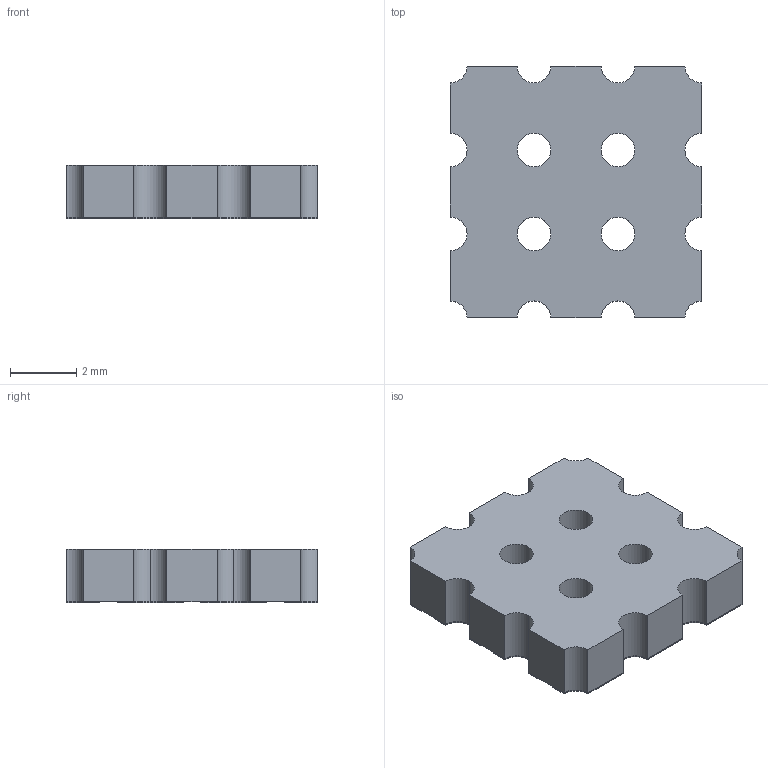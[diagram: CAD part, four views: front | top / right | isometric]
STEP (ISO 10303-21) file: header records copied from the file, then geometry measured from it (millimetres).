
FILE_DESCRIPTION(('FreeCAD Model'),'2;1');
FILE_NAME('partcomplete.step','2019-06-28T00:39:02',('Author'),(''), 'Open CASCADE STEP processor 7.3','FreeCAD','Unknown');
FILE_SCHEMA(('AUTOMOTIVE_DESIGN { 1 0 10303 214 1 1 1 1 }'));
Length unit declared in the file: millimetre
Products named in the file (1): Compound001
Bounding box: 7.62 x 7.62 x 1.64 mm (x, y, z)
Volume: 82.5 mm3; surface area: 256.6 mm2
Topology: 5 solids, 5 shells, 82 faces, 468 edges, 632 vertices
Faces by surface type: plane 46, cylinder 36
Full cylindrical faces by diameter (mm): 1.02 x8
Entity records: 5251 total; most frequent: CARTESIAN_POINT 1199, DIRECTION 778, ORIENTED_EDGE 432, LINE 324, VECTOR 324, GEOMETRIC_CURVE_SET 252, TRIMMED_CURVE 252, AXIS2_PLACEMENT_3D 227
